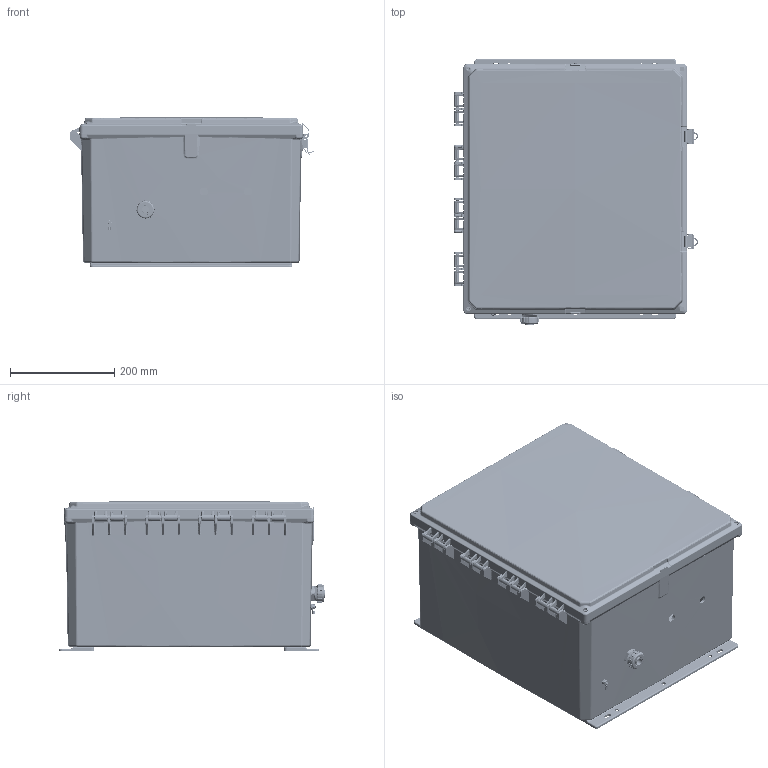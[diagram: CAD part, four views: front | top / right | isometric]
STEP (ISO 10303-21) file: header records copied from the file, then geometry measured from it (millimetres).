
FILE_DESCRIPTION (( 'STEP AP214' ), '1' );
FILE_NAME ('TEBPC181610-EH0_3D.STEP', '2020-02-03T22:06:11', ( '' ), ( '' ), 'SwSTEP 2.0', 'SolidWorks 2018', '' );
FILE_SCHEMA (( 'AUTOMOTIVE_DESIGN' ));
Length unit declared in the file: inch
Products named in the file (32): XF797-02; XFW-0002; TEBPC181610_Latch; TEBPC181610_16IN-MNT-FLANGE; XFS-0031; TEBPC181610-EH0_3D; XFS-0017; XC-0003; XCT-0010; XF1082-01; XCT-0011; XMH-0006; XHIC-HTR220; Integra-Upper Insert; XFW-0020; XNBBPC181610-01; Integra-Bottom Insert; XMH-0007; XFS-0059; XCTB-0002; XFN-0013; 1AM07-189; XFS-0067_XFS-0067; XMH-0041; MJSCVR; TEBPC181610_Lid; XCT-0005; XFS-0020_91735A827; TEBPC181610_Box; XFN-0003; XFS-0032_91735A151; XFS-0026
Assembly tree (69 placements, depth 3):
  TEBPC181610-EH0_3D
    XNBBPC181610-01
      TEBPC181610_Box
      TEBPC181610_Lid
      TEBPC181610_Latch  x2
      TEBPC181610_16IN-MNT-FLANGE  x2
      Integra-Bottom Insert  x4
      Integra-Upper Insert  x4
    XFS-0026
    XFW-0002  x5
    XFN-0003  x2
    XCT-0005
    XCT-0010
    XC-0003
    XF1082-01
    XFS-0020_91735A827  x4
    XMH-0007  x4
    XMH-0041
    XFS-0059  x2
    XFS-0032_91735A151  x2
    XCTB-0002
    XFN-0013  x2
    XF797-02
    XFS-0017  x8
    1AM07-189
    MJSCVR  x2
    XFS-0067_XFS-0067
    XCT-0011
    XHIC-HTR220  x2
    XFW-0020  x4
    XMH-0006  x2
    XFS-0031  x4
Bounding box: 469.2 x 510.57 x 290.07 mm (x, y, z)
Volume: 6354176.9 mm3; surface area: 2519753.3 mm2
Topology: 74 solids, 75 shells, 11039 faces, 27223 edges, 15987 vertices
Faces by surface type: cylinder 3542, plane 3000, bspline 2105, cone 2052, torus 294, sphere 46
Entity records: 320964 total; most frequent: CARTESIAN_POINT 151643, ORIENTED_EDGE 35070, DIRECTION 27320, EDGE_CURVE 17535, VERTEX_POINT 10534, AXIS2_PLACEMENT_3D 9911, EDGE_LOOP 7649, VECTOR 7498
